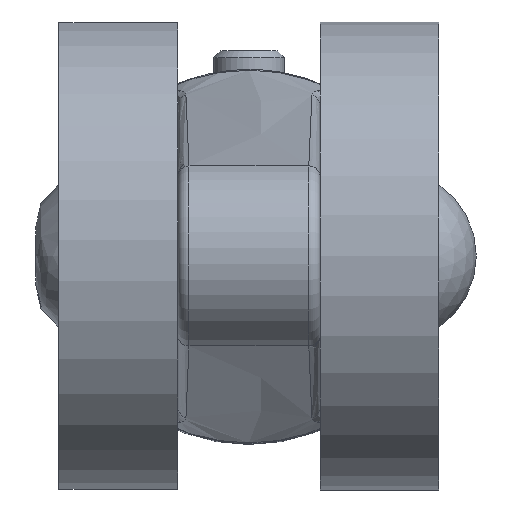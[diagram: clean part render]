
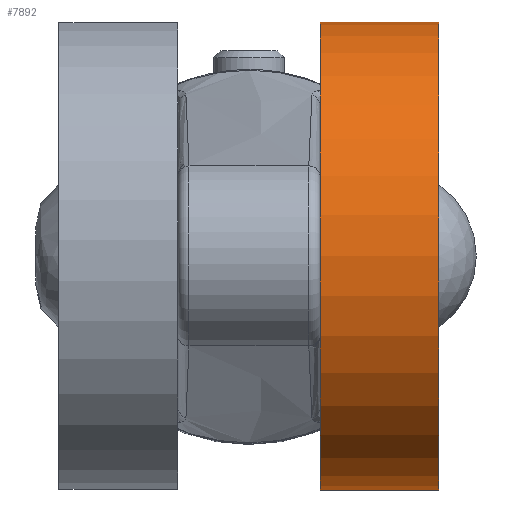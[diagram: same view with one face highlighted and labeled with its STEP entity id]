
A CAD part, top view. The second image highlights one B-rep face of the part: STEP entity #7892.
In plain terms, the highlighted cylindrical face has radius 15.875 mm (diameter 31.75 mm), a full revolution.
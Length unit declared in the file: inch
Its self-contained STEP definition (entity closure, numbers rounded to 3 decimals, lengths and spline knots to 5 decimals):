
#363=LINE('',#11106,#992);
#992=VECTOR('',#9108,0.625);
#1620=CYLINDRICAL_SURFACE('',#8383,0.625);
#2020=FACE_OUTER_BOUND('',#2468,.T.);
#2468=EDGE_LOOP('',(#5195,#5196,#5197,#5198,#5199,#5200));
#2975=CIRCLE('',#8381,0.625);
#2976=CIRCLE('',#8382,0.625);
#2977=CIRCLE('',#8384,0.625);
#2978=CIRCLE('',#8385,0.625);
#3258=VERTEX_POINT('',#11097);
#3259=VERTEX_POINT('',#11098);
#3260=VERTEX_POINT('',#11102);
#3261=VERTEX_POINT('',#11103);
#4023=EDGE_CURVE('',#3258,#3259,#2975,.T.);
#4024=EDGE_CURVE('',#3259,#3258,#2976,.T.);
#4025=EDGE_CURVE('',#3260,#3261,#2977,.T.);
#4026=EDGE_CURVE('',#3261,#3260,#2978,.T.);
#4027=EDGE_CURVE('',#3261,#3259,#363,.T.);
#5195=ORIENTED_EDGE('',*,*,#4025,.F.);
#5196=ORIENTED_EDGE('',*,*,#4026,.F.);
#5197=ORIENTED_EDGE('',*,*,#4027,.T.);
#5198=ORIENTED_EDGE('',*,*,#4024,.T.);
#5199=ORIENTED_EDGE('',*,*,#4023,.T.);
#5200=ORIENTED_EDGE('',*,*,#4027,.F.);
#7892=ADVANCED_FACE('',(#2020),#1620,.T.);
#8381=AXIS2_PLACEMENT_3D('',#11099,#9098,#9099);
#8382=AXIS2_PLACEMENT_3D('',#11100,#9100,#9101);
#8383=AXIS2_PLACEMENT_3D('',#11101,#9102,#9103);
#8384=AXIS2_PLACEMENT_3D('',#11104,#9104,#9105);
#8385=AXIS2_PLACEMENT_3D('',#11105,#9106,#9107);
#9098=DIRECTION('center_axis',(1.,0.,0.));
#9099=DIRECTION('ref_axis',(0.,1.,0.));
#9100=DIRECTION('center_axis',(1.,0.,0.));
#9101=DIRECTION('ref_axis',(0.,1.,0.));
#9102=DIRECTION('center_axis',(1.,0.,0.));
#9103=DIRECTION('ref_axis',(0.,1.,0.));
#9104=DIRECTION('center_axis',(1.,0.,0.));
#9105=DIRECTION('ref_axis',(0.,1.,0.));
#9106=DIRECTION('center_axis',(1.,0.,0.));
#9107=DIRECTION('ref_axis',(0.,1.,0.));
#9108=DIRECTION('',(-1.,0.,0.));
#11097=CARTESIAN_POINT('',(0.8125,0.625,0.));
#11098=CARTESIAN_POINT('',(0.8125,-0.625,0.));
#11099=CARTESIAN_POINT('Origin',(0.8125,0.,0.));
#11100=CARTESIAN_POINT('Origin',(0.8125,0.,0.));
#11101=CARTESIAN_POINT('Origin',(0.97125,0.,0.));
#11102=CARTESIAN_POINT('',(1.13,0.625,0.));
#11103=CARTESIAN_POINT('',(1.13,-0.625,0.));
#11104=CARTESIAN_POINT('Origin',(1.13,0.,0.));
#11105=CARTESIAN_POINT('Origin',(1.13,0.,0.));
#11106=CARTESIAN_POINT('',(0.97125,-0.625,0.));
